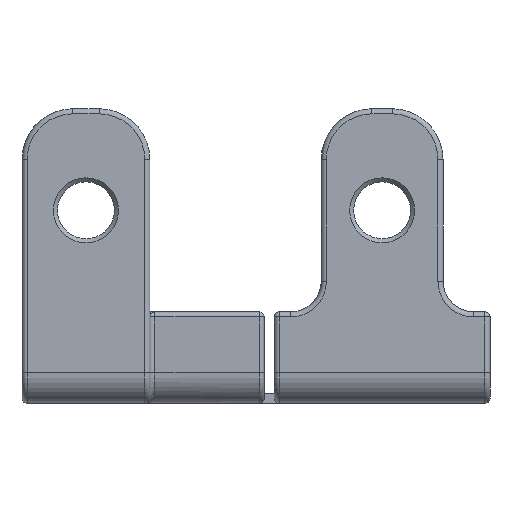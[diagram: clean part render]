
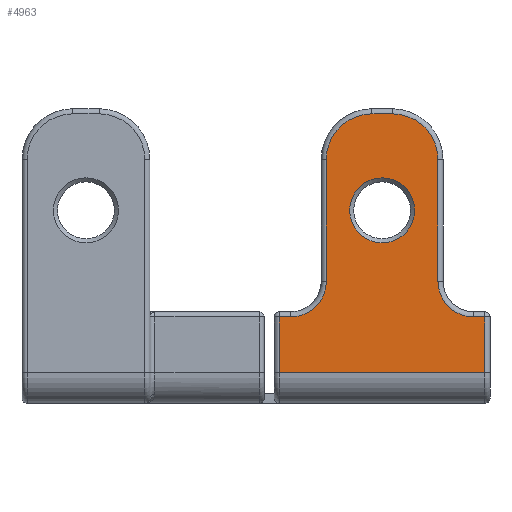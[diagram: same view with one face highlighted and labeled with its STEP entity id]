
A CAD part, left-side view. The second image highlights one B-rep face of the part: STEP entity #4963.
In plain terms, the highlighted planar face has unit normal (-1, 0, 0).
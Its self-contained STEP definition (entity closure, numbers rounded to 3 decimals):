
#214=FACE_BOUND('',#808,.T.);
#473=FACE_OUTER_BOUND('',#807,.T.);
#807=EDGE_LOOP('',(#3704,#3705,#3706,#3707,#3708,#3709,#3710,#3711,#3712,
#3713,#3714,#3715));
#808=EDGE_LOOP('',(#3716));
#1168=LINE('',#8446,#1512);
#1169=LINE('',#8450,#1513);
#1170=LINE('',#8454,#1514);
#1171=LINE('',#8458,#1515);
#1172=LINE('',#8462,#1516);
#1173=LINE('',#8464,#1517);
#1174=LINE('',#8466,#1518);
#1175=LINE('',#8467,#1519);
#1512=VECTOR('',#6447,10.);
#1513=VECTOR('',#6450,10.);
#1514=VECTOR('',#6453,10.);
#1515=VECTOR('',#6456,10.);
#1516=VECTOR('',#6459,10.);
#1517=VECTOR('',#6460,10.);
#1518=VECTOR('',#6461,10.);
#1519=VECTOR('',#6462,10.);
#1839=CIRCLE('',#5418,3.2);
#1840=CIRCLE('',#5420,3.5);
#1841=CIRCLE('',#5421,4.5);
#1842=CIRCLE('',#5422,4.5);
#1843=CIRCLE('',#5423,3.5);
#2223=VERTEX_POINT('',#8440);
#2224=VERTEX_POINT('',#8444);
#2225=VERTEX_POINT('',#8445);
#2226=VERTEX_POINT('',#8447);
#2227=VERTEX_POINT('',#8449);
#2228=VERTEX_POINT('',#8451);
#2229=VERTEX_POINT('',#8453);
#2230=VERTEX_POINT('',#8455);
#2231=VERTEX_POINT('',#8457);
#2232=VERTEX_POINT('',#8459);
#2233=VERTEX_POINT('',#8461);
#2234=VERTEX_POINT('',#8463);
#2235=VERTEX_POINT('',#8465);
#2748=EDGE_CURVE('',#2223,#2223,#1839,.T.);
#2749=EDGE_CURVE('',#2224,#2225,#1168,.T.);
#2750=EDGE_CURVE('',#2226,#2224,#1840,.T.);
#2751=EDGE_CURVE('',#2227,#2226,#1169,.T.);
#2752=EDGE_CURVE('',#2228,#2227,#1841,.T.);
#2753=EDGE_CURVE('',#2229,#2228,#1170,.T.);
#2754=EDGE_CURVE('',#2230,#2229,#1842,.T.);
#2755=EDGE_CURVE('',#2231,#2230,#1171,.T.);
#2756=EDGE_CURVE('',#2232,#2231,#1843,.T.);
#2757=EDGE_CURVE('',#2233,#2232,#1172,.T.);
#2758=EDGE_CURVE('',#2234,#2233,#1173,.T.);
#2759=EDGE_CURVE('',#2234,#2235,#1174,.T.);
#2760=EDGE_CURVE('',#2225,#2235,#1175,.T.);
#3704=ORIENTED_EDGE('',*,*,#2749,.F.);
#3705=ORIENTED_EDGE('',*,*,#2750,.F.);
#3706=ORIENTED_EDGE('',*,*,#2751,.F.);
#3707=ORIENTED_EDGE('',*,*,#2752,.F.);
#3708=ORIENTED_EDGE('',*,*,#2753,.F.);
#3709=ORIENTED_EDGE('',*,*,#2754,.F.);
#3710=ORIENTED_EDGE('',*,*,#2755,.F.);
#3711=ORIENTED_EDGE('',*,*,#2756,.F.);
#3712=ORIENTED_EDGE('',*,*,#2757,.F.);
#3713=ORIENTED_EDGE('',*,*,#2758,.F.);
#3714=ORIENTED_EDGE('',*,*,#2759,.T.);
#3715=ORIENTED_EDGE('',*,*,#2760,.F.);
#3716=ORIENTED_EDGE('',*,*,#2748,.F.);
#4826=PLANE('',#5419);
#4963=ADVANCED_FACE('',(#473,#214),#4826,.T.);
#5418=AXIS2_PLACEMENT_3D('',#8442,#6443,#6444);
#5419=AXIS2_PLACEMENT_3D('',#8443,#6445,#6446);
#5420=AXIS2_PLACEMENT_3D('',#8448,#6448,#6449);
#5421=AXIS2_PLACEMENT_3D('',#8452,#6451,#6452);
#5422=AXIS2_PLACEMENT_3D('',#8456,#6454,#6455);
#5423=AXIS2_PLACEMENT_3D('',#8460,#6457,#6458);
#6443=DIRECTION('center_axis',(-1.,0.,0.));
#6444=DIRECTION('ref_axis',(0.,1.,0.));
#6445=DIRECTION('center_axis',(-1.,0.,0.));
#6446=DIRECTION('ref_axis',(0.,0.,-1.));
#6447=DIRECTION('',(0.,-1.,0.));
#6448=DIRECTION('center_axis',(-1.,0.,0.));
#6449=DIRECTION('ref_axis',(0.,0.707,-0.707));
#6450=DIRECTION('',(0.,0.,-1.));
#6451=DIRECTION('center_axis',(1.,0.,0.));
#6452=DIRECTION('ref_axis',(0.,-0.847,0.531));
#6453=DIRECTION('',(0.,-1.,0.));
#6454=DIRECTION('center_axis',(1.,0.,0.));
#6455=DIRECTION('ref_axis',(0.,0.847,0.531));
#6456=DIRECTION('',(0.,0.,1.));
#6457=DIRECTION('center_axis',(-1.,0.,0.));
#6458=DIRECTION('ref_axis',(0.,-0.707,-0.707));
#6459=DIRECTION('',(0.,-1.,0.));
#6460=DIRECTION('',(0.,0.,1.));
#6461=DIRECTION('',(0.,-1.,0.));
#6462=DIRECTION('',(0.,0.,-1.));
#8440=CARTESIAN_POINT('',(278.761,-6.759,49.595));
#8442=CARTESIAN_POINT('Origin',(278.761,-3.559,49.595));
#8443=CARTESIAN_POINT('Origin',(278.761,9.666,59.595));
#8444=CARTESIAN_POINT('',(278.761,-12.559,39.095));
#8445=CARTESIAN_POINT('',(278.761,-13.684,39.095));
#8446=CARTESIAN_POINT('',(278.761,9.666,39.095));
#8447=CARTESIAN_POINT('',(278.761,-9.059,42.595));
#8448=CARTESIAN_POINT('Origin',(278.761,-12.559,42.595));
#8449=CARTESIAN_POINT('',(278.761,-9.059,54.595));
#8450=CARTESIAN_POINT('',(278.761,-9.059,49.595));
#8451=CARTESIAN_POINT('',(278.761,-4.559,59.095));
#8452=CARTESIAN_POINT('Origin',(278.761,-4.559,54.595));
#8453=CARTESIAN_POINT('',(278.761,-2.559,59.095));
#8454=CARTESIAN_POINT('',(278.761,9.666,59.095));
#8455=CARTESIAN_POINT('',(278.761,1.941,54.595));
#8456=CARTESIAN_POINT('Origin',(278.761,-2.559,54.595));
#8457=CARTESIAN_POINT('',(278.761,1.941,42.595));
#8458=CARTESIAN_POINT('',(278.761,1.941,59.588));
#8459=CARTESIAN_POINT('',(278.761,5.441,39.095));
#8460=CARTESIAN_POINT('Origin',(278.761,5.441,42.595));
#8461=CARTESIAN_POINT('',(278.761,6.566,39.095));
#8462=CARTESIAN_POINT('',(278.761,9.666,39.095));
#8463=CARTESIAN_POINT('',(278.761,6.566,33.595));
#8464=CARTESIAN_POINT('',(278.761,6.566,52.345));
#8465=CARTESIAN_POINT('',(278.761,-13.684,33.595));
#8466=CARTESIAN_POINT('',(278.761,9.666,33.595));
#8467=CARTESIAN_POINT('',(278.761,-13.684,52.345));
